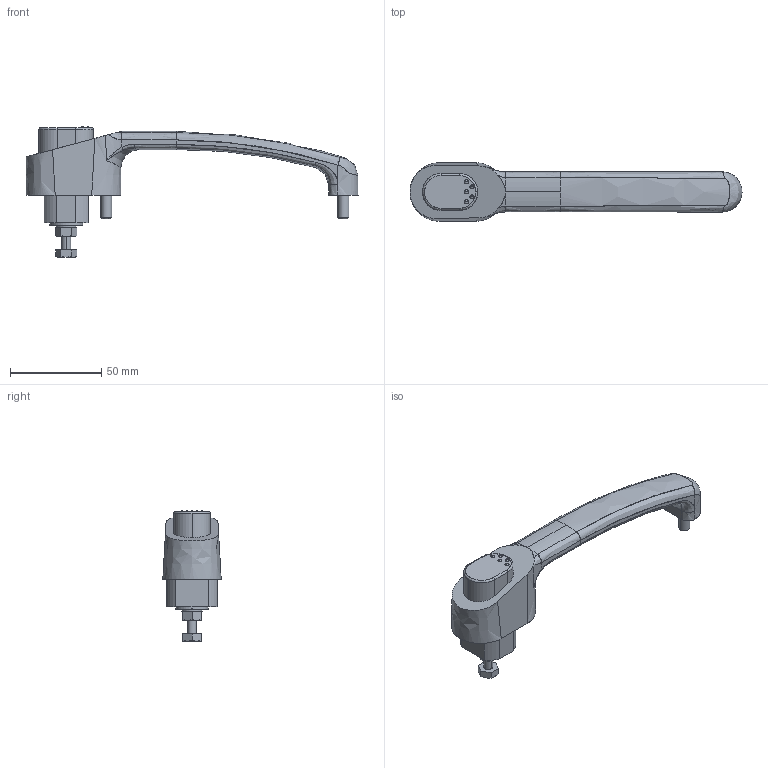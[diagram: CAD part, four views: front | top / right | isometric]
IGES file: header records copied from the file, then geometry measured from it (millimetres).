
Start section: SolidWorks IGES file using analytic representation for surfaces
Global section: file name: A-845-2.IGS; native system: SolidWorks 2018; preprocessor: SolidWorks 2018; author: 1300nh; date: 210517.135259; units: millimetre
Bounding box: 182 x 32 x 71.5 mm (x, y, z)
Surface area: 25342.9 mm2 (no closed solid volume)
Topology: 0 solids, 0 shells, 203 faces, 2430 edges, 2419 vertices
Faces by surface type: bspline 104, revolution 99
